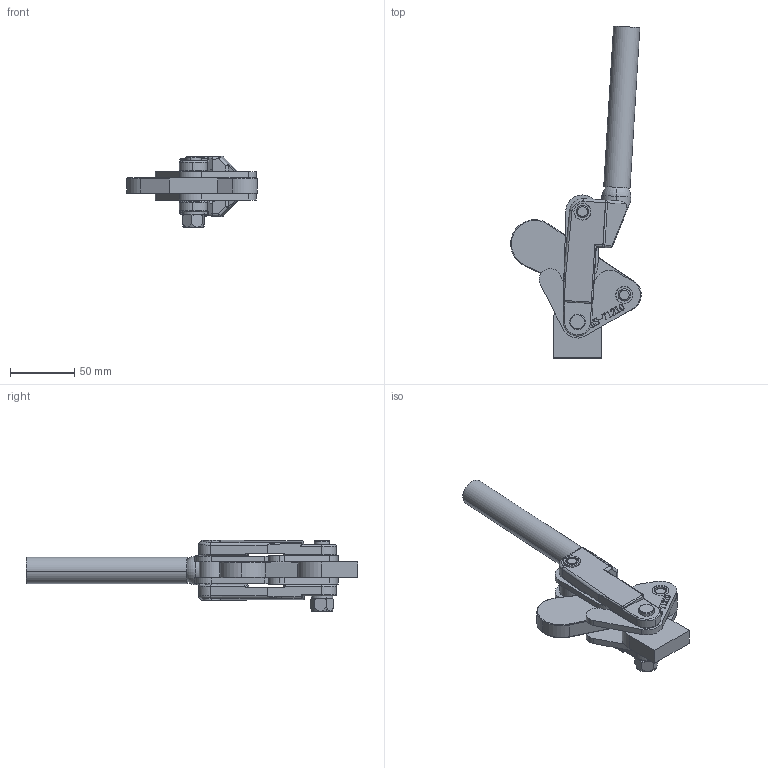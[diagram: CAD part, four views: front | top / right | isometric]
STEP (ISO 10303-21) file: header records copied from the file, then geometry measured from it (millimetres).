
FILE_DESCRIPTION (( 'STEP AP203' ), '1' );
FILE_NAME ('HS-70510.STEP', '2019-08-26T06:43:20', ( '微软用户' ), ( '微软中国' ), 'SwSTEP 2.0', 'SolidWorks 2012', '' );
FILE_SCHEMA (( 'CONFIG_CONTROL_DESIGN' ));
Length unit declared in the file: millimetre
Products named in the file (14): HS-70510; 忒參奪; prevailing torque hex nuts 1-fine pitch gb_GB_HEXAGON_LOCK_TYPE2 M10-N; curved single coil spring lock washers gb_GB_FASTENER_WASHER_CSLW 10; T倛种; 种2; 階杶; 种1; 70515人头马; 騵艦杶; 釱; 揤參; 蟀裝; 71210菁釱
Assembly tree (22 placements, depth 2):
  HS-70510
    71210菁釱
    蟀裝  x2
    揤參
    釱
    騵艦杶  x8
    70515人头马
    种1
    階杶
    种2  x2
    T倛种
    curved single coil spring lock washers gb_GB_FASTENER_WASHER_CSLW 10
    prevailing torque hex nuts 1-fine pitch gb_GB_HEXAGON_LOCK_TYPE2 M10-N
    忒參奪
Bounding box: 101.41 x 258.01 x 55.6 mm (x, y, z)
Volume: 196983.9 mm3; surface area: 80948.4 mm2
Topology: 23 solids, 23 shells, 664 faces, 1676 edges, 1081 vertices
Faces by surface type: plane 300, cylinder 175, bspline 134, cone 25, torus 18, sphere 12
Entity records: 26254 total; most frequent: CARTESIAN_POINT 10544, ORIENTED_EDGE 3098, DIRECTION 2541, EDGE_CURVE 1549, VERTEX_POINT 999, LINE 937, VECTOR 937, AXIS2_PLACEMENT_3D 802
